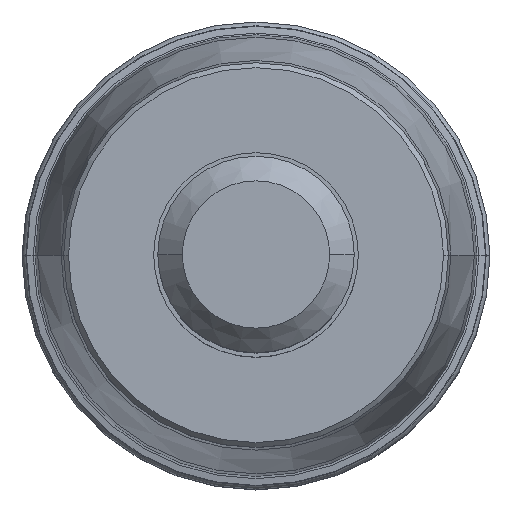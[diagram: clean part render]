
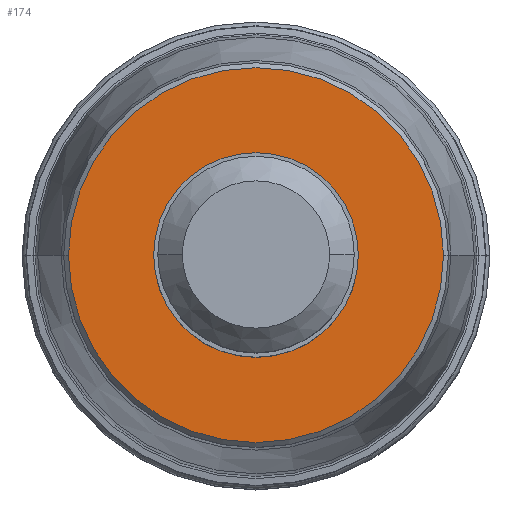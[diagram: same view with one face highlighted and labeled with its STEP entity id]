
A CAD part, top view. The second image highlights one B-rep face of the part: STEP entity #174.
In plain terms, the highlighted planar face has unit normal (0, 0, 1).
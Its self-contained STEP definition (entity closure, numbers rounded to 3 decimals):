
#28=PLANE('',#1441);
#33=FACE_BOUND('',#331,.T.);
#34=FACE_BOUND('',#332,.T.);
#174=ADVANCED_FACE('',(#33,#34),#28,.F.);
#331=EDGE_LOOP('',(#542,#543,#544,#545));
#332=EDGE_LOOP('',(#546,#547));
#542=ORIENTED_EDGE('',*,*,#906,.F.);
#543=ORIENTED_EDGE('',*,*,#907,.F.);
#544=ORIENTED_EDGE('',*,*,#905,.F.);
#545=ORIENTED_EDGE('',*,*,#904,.F.);
#546=ORIENTED_EDGE('',*,*,#908,.F.);
#547=ORIENTED_EDGE('',*,*,#909,.F.);
#764=VERTEX_POINT('',#3197);
#765=VERTEX_POINT('',#3199);
#766=VERTEX_POINT('',#3201);
#767=VERTEX_POINT('',#3205);
#768=VERTEX_POINT('',#3208);
#769=VERTEX_POINT('',#3209);
#904=EDGE_CURVE('',#765,#766,#1096,.T.);
#905=EDGE_CURVE('',#766,#764,#1097,.T.);
#906=EDGE_CURVE('',#767,#765,#1098,.T.);
#907=EDGE_CURVE('',#764,#767,#1099,.T.);
#908=EDGE_CURVE('',#768,#769,#1100,.T.);
#909=EDGE_CURVE('',#769,#768,#1101,.T.);
#1096=CIRCLE('',#1434,11.45);
#1097=CIRCLE('',#1435,11.45);
#1098=CIRCLE('',#1437,11.45);
#1099=CIRCLE('',#1438,11.45);
#1100=CIRCLE('',#1439,6.25);
#1101=CIRCLE('',#1440,6.25);
#1434=AXIS2_PLACEMENT_3D('',#3200,#1752,#1753);
#1435=AXIS2_PLACEMENT_3D('',#3202,#1754,#1755);
#1437=AXIS2_PLACEMENT_3D('',#3204,#1758,#1759);
#1438=AXIS2_PLACEMENT_3D('',#3206,#1760,#1761);
#1439=AXIS2_PLACEMENT_3D('',#3207,#1762,#1763);
#1440=AXIS2_PLACEMENT_3D('',#3210,#1764,#1765);
#1441=AXIS2_PLACEMENT_3D('',#3211,#1766,#1767);
#1752=DIRECTION('',(0.,0.,-1.));
#1753=DIRECTION('',(1.,0.,0.));
#1754=DIRECTION('',(0.,0.,-1.));
#1755=DIRECTION('',(0.,-1.,0.));
#1758=DIRECTION('',(0.,0.,-1.));
#1759=DIRECTION('',(0.,1.,0.));
#1760=DIRECTION('',(0.,0.,-1.));
#1761=DIRECTION('',(-1.,0.,0.));
#1762=DIRECTION('',(0.,0.,1.));
#1763=DIRECTION('',(1.,0.,0.));
#1764=DIRECTION('',(0.,0.,1.));
#1765=DIRECTION('',(-1.,0.,0.));
#1766=DIRECTION('',(0.,0.,-1.));
#1767=DIRECTION('',(-1.,0.,0.));
#3197=CARTESIAN_POINT('',(-11.45,0.,0.));
#3199=CARTESIAN_POINT('',(11.45,0.,0.));
#3200=CARTESIAN_POINT('',(0.,0.,0.));
#3201=CARTESIAN_POINT('',(0.,-11.45,0.));
#3202=CARTESIAN_POINT('',(0.,0.,0.));
#3204=CARTESIAN_POINT('',(0.,0.,0.));
#3205=CARTESIAN_POINT('',(0.,11.45,0.));
#3206=CARTESIAN_POINT('',(0.,0.,0.));
#3207=CARTESIAN_POINT('',(0.,0.,0.));
#3208=CARTESIAN_POINT('',(6.25,0.,0.));
#3209=CARTESIAN_POINT('',(-6.25,0.,0.));
#3210=CARTESIAN_POINT('',(0.,0.,0.));
#3211=CARTESIAN_POINT('',(0.,0.,0.));
